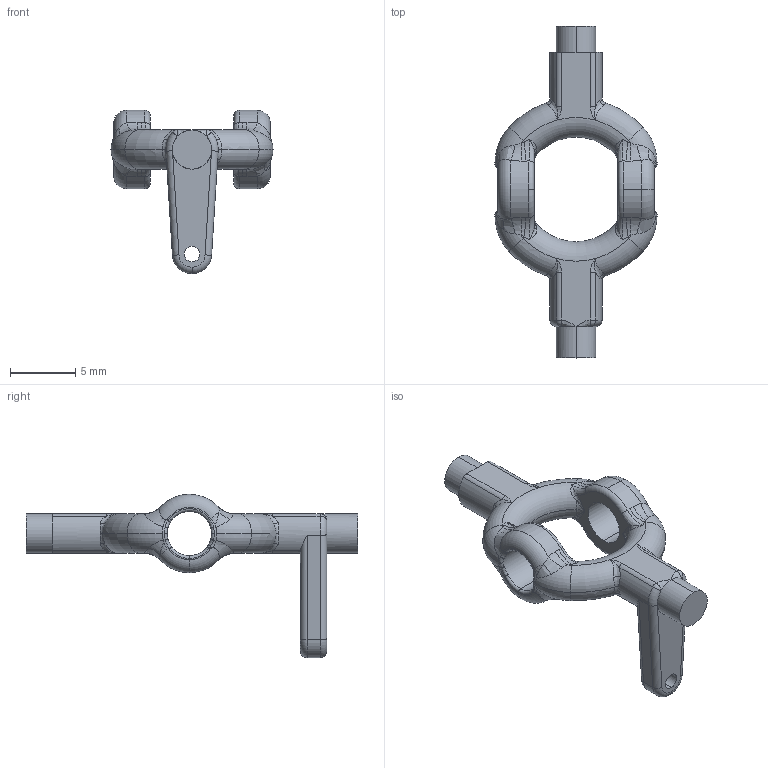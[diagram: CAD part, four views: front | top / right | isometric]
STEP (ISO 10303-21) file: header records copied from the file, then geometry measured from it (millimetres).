
FILE_DESCRIPTION (( 'STEP AP203' ), '1' );
FILE_NAME ('whole_outer.STEP', '2013-01-11T17:45:48', ( 'Blake' ), ( '' ), 'SwSTEP 2.0', 'SolidWorks 2013', '' );
FILE_SCHEMA (( 'CONFIG_CONTROL_DESIGN' ));
Length unit declared in the file: millimetre
Products named in the file (1): whole_outer
Bounding box: 12.4 x 25.4 x 12.5 mm (x, y, z)
Volume: 422.7 mm3; surface area: 620.8 mm2
Topology: 1 solids, 1 shells, 252 faces, 612 edges, 330 vertices
Faces by surface type: bspline 122, torus 60, cylinder 50, plane 18, sphere 2
Entity records: 9739 total; most frequent: CARTESIAN_POINT 4741, ORIENTED_EDGE 1168, DIRECTION 884, EDGE_CURVE 584, AXIS2_PLACEMENT_3D 411, VERTEX_POINT 330, CIRCLE 280, EDGE_LOOP 256
